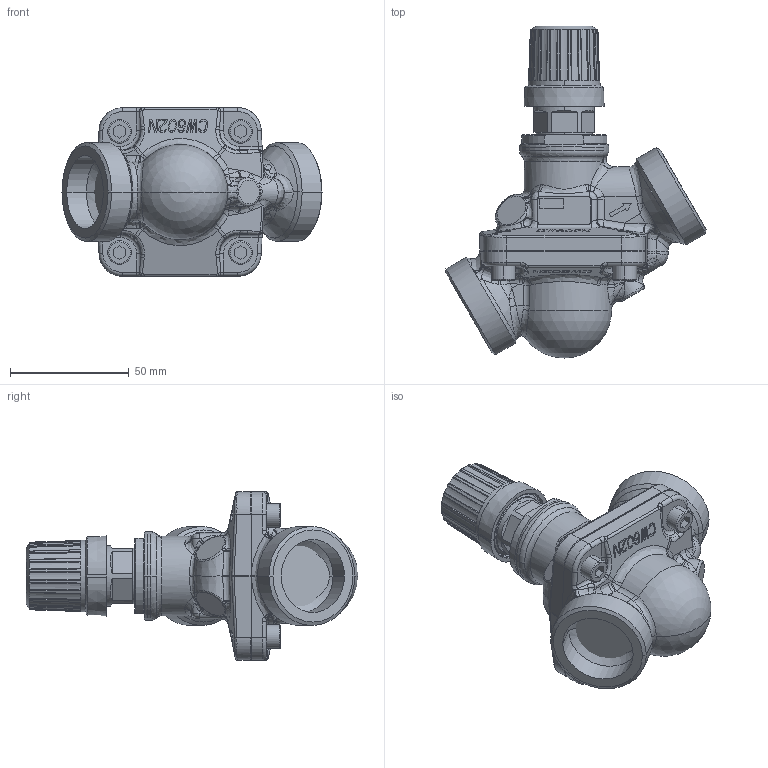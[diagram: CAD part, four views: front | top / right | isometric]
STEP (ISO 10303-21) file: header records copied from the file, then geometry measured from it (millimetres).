
FILE_DESCRIPTION((''),'2;1');
FILE_NAME('003L3596_ASM','2015-02-25T',('u317927'),('Danfoss'),'PRO/ENGINEER BY PARAMETRIC TECHNOLOGY CORPORATION, 2014000','PRO/ENGINEER BY PARAMETRIC TECHNOLOGY CORPORATION, 2014000','');
FILE_SCHEMA(('CONFIG_CONTROL_DESIGN'));
Length unit declared in the file: millimetre
Products named in the file (13): 8884016_AF0; 8906434_AF0_ASM; 8906294_AF0_ASM; 8884036; D3-STIFT-RING_ASM; 065F0201_ASM; 8884057; 8884086; 8884045_AF0_ASM; 51340060; 8884082; 8505030; 003L3596_ASM
Assembly tree (15 placements, depth 3):
  003L3596_ASM
    8884016_AF0
    8906434_AF0_ASM
    8906294_AF0_ASM
    8884036
    8884045_AF0_ASM
      D3-STIFT-RING_ASM
      065F0201_ASM
      8884057
      8884086
    51340060  x4
    8884082
    8505030
Bounding box: 109.47 x 139.75 x 71 mm (x, y, z)
Volume: 139257 mm3; surface area: 79893.5 mm2
Topology: 10 solids, 27 shells, 1734 faces, 4475 edges, 2825 vertices
Faces by surface type: plane 892, cylinder 380, bspline 219, cone 138, torus 79, sphere 26
Entity records: 59812 total; most frequent: CARTESIAN_POINT 20273, ORIENTED_EDGE 8594, DIRECTION 7550, EDGE_CURVE 4325, VERTEX_POINT 2735, VECTOR 2554, LINE 2554, AXIS2_PLACEMENT_3D 2498
